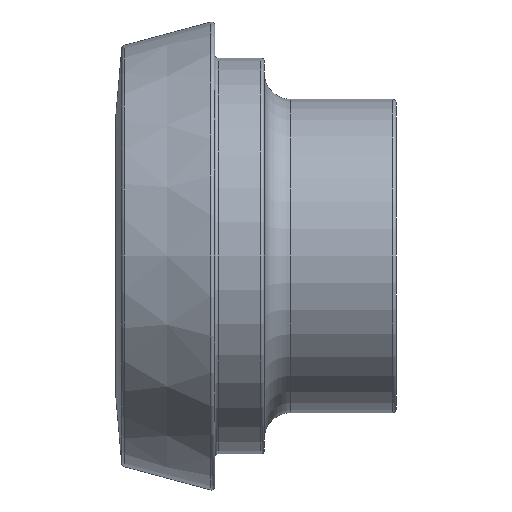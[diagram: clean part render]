
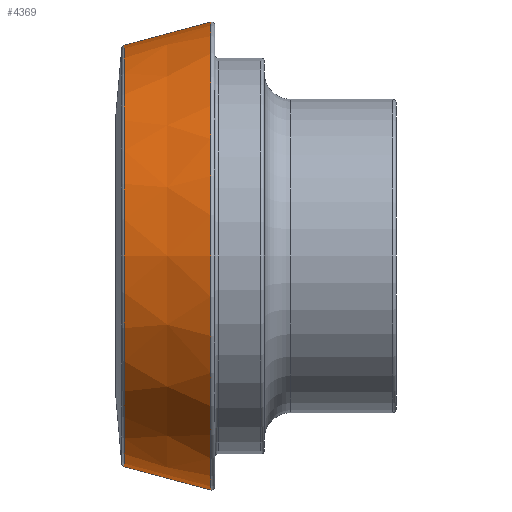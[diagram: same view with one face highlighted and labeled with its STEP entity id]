
A CAD part, front view. The second image highlights one B-rep face of the part: STEP entity #4369.
In plain terms, the highlighted conical face has half-angle 15 degrees and reference radius 14.25 mm.
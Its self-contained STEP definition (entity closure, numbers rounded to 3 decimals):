
#104 = EDGE_CURVE ( 'NONE', #11304, #937, #3523, .T. ) ;
#485 = CIRCLE ( 'NONE', #2453, 14.183 ) ;
#879 = EDGE_LOOP ( 'NONE', ( #3206, #12308, #4672, #8644 ) ) ;
#937 = VERTEX_POINT ( 'NONE', #6766 ) ;
#1464 = DIRECTION ( 'NONE',  ( 0., 0., 1. ) ) ;
#1884 = EDGE_CURVE ( 'NONE', #6916, #5254, #11232, .T. ) ;
#2049 = DIRECTION ( 'NONE',  ( 0.966, 0., -0.259 ) ) ;
#2091 = AXIS2_PLACEMENT_3D ( 'NONE', #4304, #2400, #1464 ) ;
#2363 = AXIS2_PLACEMENT_3D ( 'NONE', #11771, #5972, #11723 ) ;
#2400 = DIRECTION ( 'NONE',  ( 1., 0., 0. ) ) ;
#2453 = AXIS2_PLACEMENT_3D ( 'NONE', #9660, #5945, #6840 ) ;
#2598 = CARTESIAN_POINT ( 'NONE',  ( 0.506, 0., 12.778 ) ) ;
#2867 = EDGE_CURVE ( 'NONE', #6916, #11304, #8935, .T. ) ;
#3206 = ORIENTED_EDGE ( 'NONE', *, *, #1884, .F. ) ;
#3523 = LINE ( 'NONE', #7887, #6276 ) ;
#4304 = CARTESIAN_POINT ( 'NONE',  ( 0.506, 0., 0. ) ) ;
#4369 = ADVANCED_FACE ( 'NONE', ( #7549 ), #12547, .T. ) ;
#4672 = ORIENTED_EDGE ( 'NONE', *, *, #104, .T. ) ;
#5158 = VECTOR ( 'NONE', #10576, 1000. ) ;
#5254 = VERTEX_POINT ( 'NONE', #5441 ) ;
#5419 = EDGE_CURVE ( 'NONE', #937, #5254, #485, .T. ) ;
#5441 = CARTESIAN_POINT ( 'NONE',  ( 5.748, 0., 14.183 ) ) ;
#5664 = CARTESIAN_POINT ( 'NONE',  ( 6., 0., 14.25 ) ) ;
#5945 = DIRECTION ( 'NONE',  ( -1., 0., 0. ) ) ;
#5972 = DIRECTION ( 'NONE',  ( 1., 0., 0. ) ) ;
#6276 = VECTOR ( 'NONE', #2049, 1000. ) ;
#6766 = CARTESIAN_POINT ( 'NONE',  ( 5.748, 0., -14.183 ) ) ;
#6840 = DIRECTION ( 'NONE',  ( 0., 0., 1. ) ) ;
#6916 = VERTEX_POINT ( 'NONE', #2598 ) ;
#7549 = FACE_OUTER_BOUND ( 'NONE', #879, .T. ) ;
#7887 = CARTESIAN_POINT ( 'NONE',  ( 6., 0., -14.25 ) ) ;
#8644 = ORIENTED_EDGE ( 'NONE', *, *, #5419, .T. ) ;
#8935 = CIRCLE ( 'NONE', #2091, 12.778 ) ;
#9660 = CARTESIAN_POINT ( 'NONE',  ( 5.748, 0., 0. ) ) ;
#10576 = DIRECTION ( 'NONE',  ( 0.966, 0., 0.259 ) ) ;
#11165 = CARTESIAN_POINT ( 'NONE',  ( 0.506, 0., -12.778 ) ) ;
#11232 = LINE ( 'NONE', #5664, #5158 ) ;
#11304 = VERTEX_POINT ( 'NONE', #11165 ) ;
#11723 = DIRECTION ( 'NONE',  ( 0., 0., -1. ) ) ;
#11771 = CARTESIAN_POINT ( 'NONE',  ( 6., 0., 0. ) ) ;
#12308 = ORIENTED_EDGE ( 'NONE', *, *, #2867, .T. ) ;
#12547 = CONICAL_SURFACE ( 'NONE', #2363, 14.25, 0.262 ) ;
